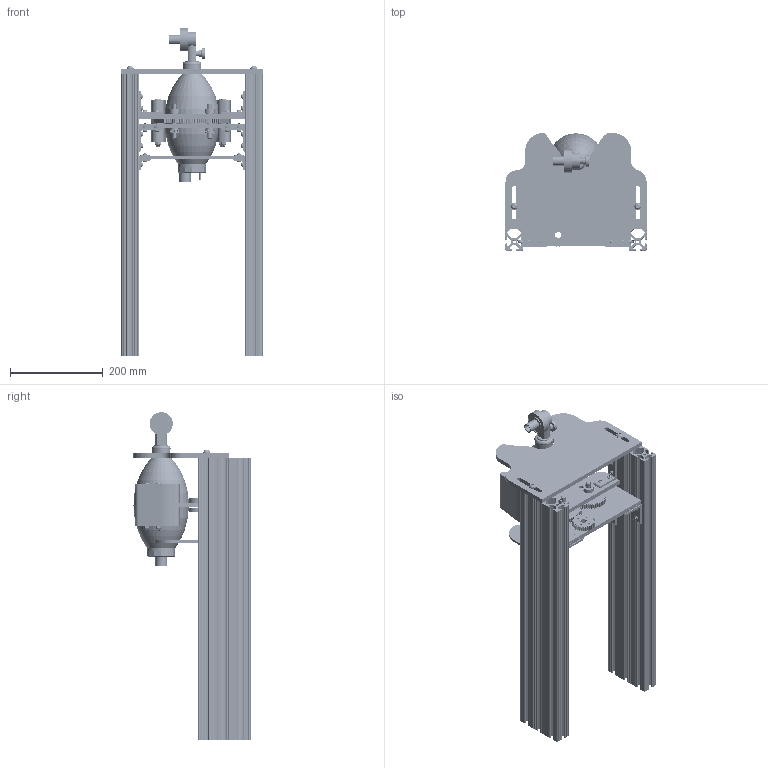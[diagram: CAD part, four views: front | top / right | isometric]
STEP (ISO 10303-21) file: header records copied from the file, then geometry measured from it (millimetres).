
FILE_DESCRIPTION (( 'STEP AP203' ), '1' );
FILE_NAME ('3-30-20 CAD Assembly.STEP', '2020-03-30T14:30:17', ( '' ), ( '' ), 'SwSTEP 2.0', 'SolidWorks 2019', '' );
FILE_SCHEMA (( 'CONFIG_CONTROL_DESIGN' ));
Length unit declared in the file: millimetre
Products named in the file (22): Finger Tip - Thickness Assumed; 3-30-20 CAD Assembly; Bag Support End - Thickness Assumed; Copy of 1677K400_OIL-EMBEDDED FLANGED SLEEVE BEARINGS W PTFE^3-30-20 CAD Assembly_1677K4; Copy of 93625A250_TYPE 18-8 STAINLESS STL NYLON-INSERT LOCKNUT^3-30-20 CAD Assembly_93625A250; Motor and Finger Mount; Bag Support - Thickness Assumed; Copy of 5537T868_ALUMINUM T-SLOTTED FRAMING EXTRUSION^3-30-20 CAD Assembly_9.78 mm spread; Copy of 47065T239_ALUMINUM T-SLOTTED FRAMING EXTRUSION^3-30-20 CAD Assembly_47065T239; Copy of 93475A270_TYPE 18-8 STAINLESS STEEL FLAT WASHER^3-30-20 CAD Assembly_93475A270; Copy of 47065T236_ALUMINUM T-SLOTTED FRAMING EXTRUSION^3-30-20 CAD Assembly_47065T236; Copy of Example Ambu Bag^3-30-20 CAD Assembly; Copy of 5537T868_ALUMINUM T-SLOTTED FRAMING EXTRUSION^3-30-20 CAD Assembly_6 mm spread; Copy of 47065T522_T-SLOTTED FRAMING^3-30-20 CAD Assembly_47065T522; Copy of 6435K330_ONE-PIECE CLAMP-ON SHAFT COLLAR^3-30-20 CAD Assembly_6435K33; Drive Gear - Thickness Assumed; Finger - Thickness Assumed; Copy of 92095A492_BUTTON HEAD HEX DRIVE SCREW^3-30-20 CAD Assembly_92095A492; Finger Mount - Thickness Assumed; Copy of 7398K100_FULLY KEYED 304 STAINLESS STEEL DRIVE SHAFT^3-30-20 CAD Assembly_7398K1; Copy of 92095A260_BUTTON HEAD HEX DRIVE SCREW^3-30-20 CAD Assembly_92095A260; Machine Key
Assembly tree (102 placements, depth 2):
  3-30-20 CAD Assembly
    Bag Support End - Thickness Assumed
    Bag Support - Thickness Assumed
    Finger Mount - Thickness Assumed
    Motor and Finger Mount
    Finger - Thickness Assumed  x2
    Drive Gear - Thickness Assumed
    Copy of 47065T522_T-SLOTTED FRAMING^3-30-20 CAD Assembly_47065T522  x2
    Copy of Example Ambu Bag^3-30-20 CAD Assembly
    Finger Tip - Thickness Assumed  x32
    Copy of 47065T239_ALUMINUM T-SLOTTED FRAMING EXTRUSION^3-30-20 CAD Assembly_47065T239  x6
    Copy of 92095A492_BUTTON HEAD HEX DRIVE SCREW^3-30-20 CAD Assembly_92095A492  x4
    Copy of 93625A250_TYPE 18-8 STAINLESS STL NYLON-INSERT LOCKNUT^3-30-20 CAD Assembly_93625A250  x4
    Copy of 5537T868_ALUMINUM T-SLOTTED FRAMING EXTRUSION^3-30-20 CAD Assembly_6 mm spread  x26
    Copy of 92095A260_BUTTON HEAD HEX DRIVE SCREW^3-30-20 CAD Assembly_92095A260  x2
    Copy of 93475A270_TYPE 18-8 STAINLESS STEEL FLAT WASHER^3-30-20 CAD Assembly_93475A270  x2
    Copy of 47065T236_ALUMINUM T-SLOTTED FRAMING EXTRUSION^3-30-20 CAD Assembly_47065T236  x2
    Copy of 5537T868_ALUMINUM T-SLOTTED FRAMING EXTRUSION^3-30-20 CAD Assembly_9.78 mm spread  x2
    Machine Key  x2
    Copy of 7398K100_FULLY KEYED 304 STAINLESS STEEL DRIVE SHAFT^3-30-20 CAD Assembly_7398K1  x2
    Copy of 1677K400_OIL-EMBEDDED FLANGED SLEEVE BEARINGS W PTFE^3-30-20 CAD Assembly_1677K4  x4
    Copy of 6435K330_ONE-PIECE CLAMP-ON SHAFT COLLAR^3-30-20 CAD Assembly_6435K33  x4
Bounding box: 304.8 x 253.49 x 708.1 mm (x, y, z)
Volume: 5708043.9 mm3; surface area: 1761995.9 mm2
Topology: 138 solids, 138 shells, 6067 faces, 16243 edges, 10584 vertices
Faces by surface type: cylinder 3741, plane 1393, cone 490, bspline 264, torus 111, sphere 68
Entity records: 88207 total; most frequent: CARTESIAN_POINT 38596, ORIENTED_EDGE 9940, DIRECTION 9266, EDGE_CURVE 4970, AXIS2_PLACEMENT_3D 3515, VERTEX_POINT 3251, VECTOR 2236, LINE 2236
